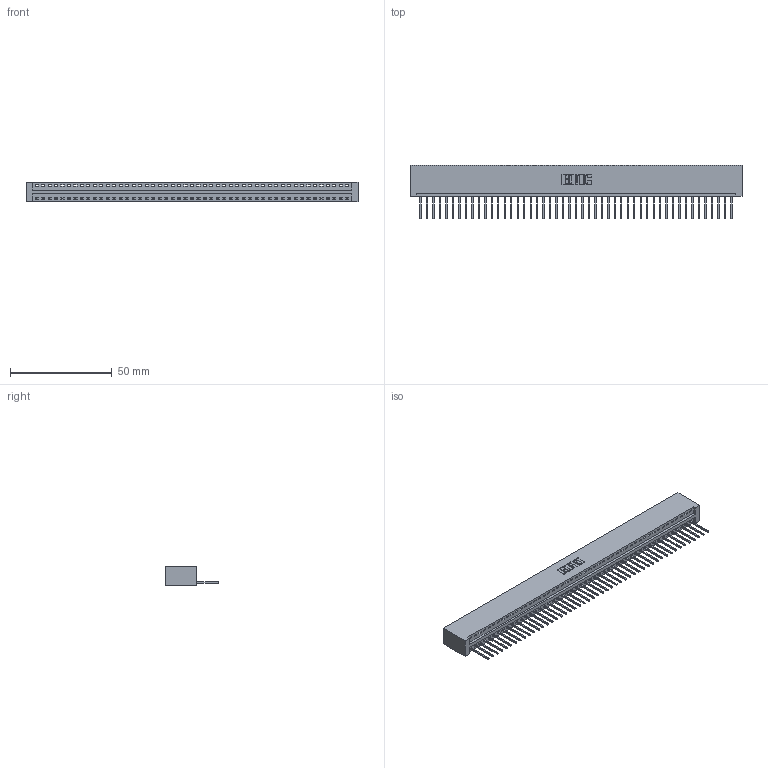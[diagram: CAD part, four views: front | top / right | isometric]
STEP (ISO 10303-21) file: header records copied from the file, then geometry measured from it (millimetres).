
FILE_DESCRIPTION (( 'STEP AP203' ), '1' );
FILE_NAME ('396-049-522-101.STEP', '2018-09-08T01:50:15', ( '' ), ( '' ), 'SwSTEP 2.0', 'SolidWorks 2016', '' );
FILE_SCHEMA (( 'CONFIG_CONTROL_DESIGN' ));
Length unit declared in the file: inch
Products named in the file (3): 346 Part_No Mounting Lugs; 345-292-001_345-293-122; 396-049-522-101
Assembly tree (50 placements, depth 2):
  396-049-522-101
    346 Part_No Mounting Lugs
    345-292-001_345-293-122  x49
Bounding box: 162.81 x 26.42 x 9.4 mm (x, y, z)
Volume: 16188.7 mm3; surface area: 20564.7 mm2
Topology: 50 solids, 50 shells, 2956 faces, 8929 edges, 5886 vertices
Faces by surface type: plane 2032, cylinder 924
Entity records: 29209 total; most frequent: CARTESIAN_POINT 5011, ORIENTED_EDGE 4994, DIRECTION 4407, EDGE_CURVE 2497, VECTOR 2177, LINE 2177, VERTEX_POINT 1662, AXIS2_PLACEMENT_3D 1115
